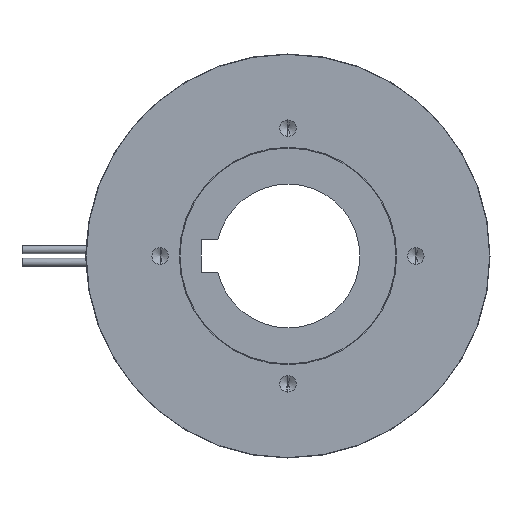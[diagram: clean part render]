
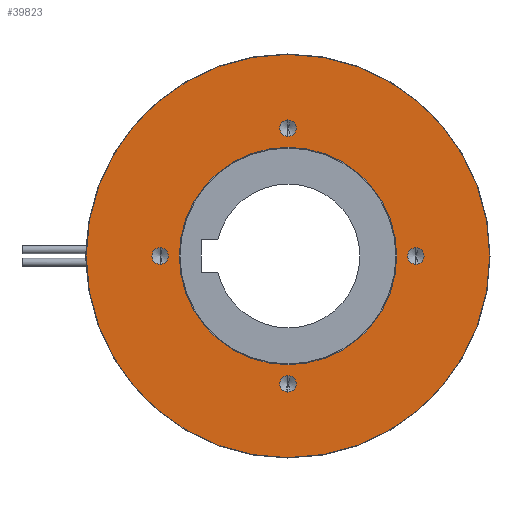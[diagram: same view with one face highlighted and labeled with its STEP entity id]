
A CAD part, left-side view. The second image highlights one B-rep face of the part: STEP entity #39823.
In plain terms, the highlighted planar face has unit normal (-1, 0, 0).
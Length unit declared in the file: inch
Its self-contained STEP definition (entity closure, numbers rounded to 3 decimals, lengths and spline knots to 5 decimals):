
#1025 = DIRECTION ( 'NONE',  ( 0., 0., 1. ) ) ;
#1396 = DIRECTION ( 'NONE',  ( 0., 0., 1. ) ) ;
#1647 = CIRCLE ( 'NONE', #105238, 0.1285 ) ;
#3836 = AXIS2_PLACEMENT_3D ( 'NONE', #50252, #116776, #59772 ) ;
#4581 = EDGE_CURVE ( 'NONE', #21697, #108050, #44629, .T. ) ;
#5427 = DIRECTION ( 'NONE',  ( -1., 0., 0. ) ) ;
#8018 = AXIS2_PLACEMENT_3D ( 'NONE', #74340, #17363, #83950 ) ;
#10005 = AXIS2_PLACEMENT_3D ( 'NONE', #115280, #58298, #1396 ) ;
#10271 = CIRCLE ( 'NONE', #8018, 0.1285 ) ;
#10553 = CIRCLE ( 'NONE', #63807, 1.7 ) ;
#12990 = CARTESIAN_POINT ( 'NONE',  ( 0., -2., -0.1285 ) ) ;
#14454 = ORIENTED_EDGE ( 'NONE', *, *, #64879, .F. ) ;
#17363 = DIRECTION ( 'NONE',  ( -1., 0., 0. ) ) ;
#17478 = ORIENTED_EDGE ( 'NONE', *, *, #18808, .F. ) ;
#18062 = EDGE_CURVE ( 'NONE', #80586, #107154, #62812, .T. ) ;
#18216 = CARTESIAN_POINT ( 'NONE',  ( 0., 3.15475, 0. ) ) ;
#18808 = EDGE_CURVE ( 'NONE', #77927, #70847, #53146, .T. ) ;
#20803 = DIRECTION ( 'NONE',  ( 0., 0., 1. ) ) ;
#21697 = VERTEX_POINT ( 'NONE', #87287 ) ;
#22559 = CIRCLE ( 'NONE', #10005, 0.1285 ) ;
#24094 = AXIS2_PLACEMENT_3D ( 'NONE', #27249, #93771, #36754 ) ;
#25188 = CIRCLE ( 'NONE', #3836, 0.1285 ) ;
#27249 = CARTESIAN_POINT ( 'NONE',  ( 0., 0., -2. ) ) ;
#27842 = DIRECTION ( 'NONE',  ( 0., 0., -1. ) ) ;
#28044 = EDGE_LOOP ( 'NONE', ( #62750, #17478 ) ) ;
#28089 = AXIS2_PLACEMENT_3D ( 'NONE', #114913, #57909, #1025 ) ;
#28935 = DIRECTION ( 'NONE',  ( 0., 0., 1. ) ) ;
#28940 = CARTESIAN_POINT ( 'NONE',  ( 0., 0., 1.8715 ) ) ;
#30835 = DIRECTION ( 'NONE',  ( -1., 0., 0. ) ) ;
#31804 = CARTESIAN_POINT ( 'NONE',  ( 0., 0., 0. ) ) ;
#32462 = EDGE_LOOP ( 'NONE', ( #121174, #97573 ) ) ;
#32929 = FACE_OUTER_BOUND ( 'NONE', #32462, .T. ) ;
#33848 = CARTESIAN_POINT ( 'NONE',  ( 0., -2., 0. ) ) ;
#35928 = FACE_BOUND ( 'NONE', #58042, .T. ) ;
#36754 = DIRECTION ( 'NONE',  ( 0., 0., 1. ) ) ;
#37945 = EDGE_CURVE ( 'NONE', #107154, #80586, #10271, .T. ) ;
#38529 = EDGE_CURVE ( 'NONE', #70847, #77927, #118500, .T. ) ;
#38655 = EDGE_CURVE ( 'NONE', #49955, #49213, #57377, .T. ) ;
#39823 = ADVANCED_FACE ( 'NONE', ( #35928, #108860, #111837, #83581, #58229, #32929 ), #93941, .F. ) ;
#39924 = CARTESIAN_POINT ( 'NONE',  ( 0., 2., 0. ) ) ;
#41339 = DIRECTION ( 'NONE',  ( 0., 0., 1. ) ) ;
#43408 = ORIENTED_EDGE ( 'NONE', *, *, #88776, .F. ) ;
#43412 = DIRECTION ( 'NONE',  ( 0., 0., 1. ) ) ;
#43434 = EDGE_CURVE ( 'NONE', #96251, #117667, #1647, .T. ) ;
#44629 = CIRCLE ( 'NONE', #52011, 0.1285 ) ;
#44818 = VERTEX_POINT ( 'NONE', #55500 ) ;
#45684 = ORIENTED_EDGE ( 'NONE', *, *, #37945, .F. ) ;
#49213 = VERTEX_POINT ( 'NONE', #74651 ) ;
#49955 = VERTEX_POINT ( 'NONE', #86573 ) ;
#50252 = CARTESIAN_POINT ( 'NONE',  ( 0., 0., 2. ) ) ;
#51236 = ORIENTED_EDGE ( 'NONE', *, *, #92809, .F. ) ;
#52011 = AXIS2_PLACEMENT_3D ( 'NONE', #75242, #122365, #28935 ) ;
#53146 = CIRCLE ( 'NONE', #89268, 0.1285 ) ;
#53342 = CARTESIAN_POINT ( 'NONE',  ( 0., 0., 0. ) ) ;
#55500 = CARTESIAN_POINT ( 'NONE',  ( 0., 0., -1.7 ) ) ;
#57377 = CIRCLE ( 'NONE', #28089, 3.15475 ) ;
#57909 = DIRECTION ( 'NONE',  ( -1., 0., 0. ) ) ;
#58042 = EDGE_LOOP ( 'NONE', ( #111692, #43408 ) ) ;
#58229 = FACE_BOUND ( 'NONE', #117986, .T. ) ;
#58298 = DIRECTION ( 'NONE',  ( -1., 0., 0. ) ) ;
#59772 = DIRECTION ( 'NONE',  ( 0., 0., 1. ) ) ;
#60698 = ORIENTED_EDGE ( 'NONE', *, *, #18062, .F. ) ;
#62380 = CARTESIAN_POINT ( 'NONE',  ( 0., 0., 0. ) ) ;
#62750 = ORIENTED_EDGE ( 'NONE', *, *, #38529, .F. ) ;
#62812 = CIRCLE ( 'NONE', #69123, 0.1285 ) ;
#62869 = DIRECTION ( 'NONE',  ( 0., 0., 1. ) ) ;
#63807 = AXIS2_PLACEMENT_3D ( 'NONE', #62380, #5427, #71947 ) ;
#64879 = EDGE_CURVE ( 'NONE', #44818, #88278, #10553, .T. ) ;
#65148 = CARTESIAN_POINT ( 'NONE',  ( 0., 0., 1.7 ) ) ;
#68633 = CARTESIAN_POINT ( 'NONE',  ( 0., 0., -2.1285 ) ) ;
#68775 = AXIS2_PLACEMENT_3D ( 'NONE', #18216, #84802, #27842 ) ;
#69123 = AXIS2_PLACEMENT_3D ( 'NONE', #39924, #87362, #20803 ) ;
#70847 = VERTEX_POINT ( 'NONE', #80916 ) ;
#71461 = EDGE_CURVE ( 'NONE', #88278, #44818, #107061, .T. ) ;
#71947 = DIRECTION ( 'NONE',  ( 0., 0., 1. ) ) ;
#73406 = CARTESIAN_POINT ( 'NONE',  ( 0., 2., -0.1285 ) ) ;
#74340 = CARTESIAN_POINT ( 'NONE',  ( 0., 2., 0. ) ) ;
#74651 = CARTESIAN_POINT ( 'NONE',  ( 0., 0., -3.15475 ) ) ;
#75242 = CARTESIAN_POINT ( 'NONE',  ( 0., 0., 2. ) ) ;
#77927 = VERTEX_POINT ( 'NONE', #68633 ) ;
#80423 = ORIENTED_EDGE ( 'NONE', *, *, #43434, .F. ) ;
#80586 = VERTEX_POINT ( 'NONE', #73406 ) ;
#80916 = CARTESIAN_POINT ( 'NONE',  ( 0., 0., -1.8715 ) ) ;
#81560 = AXIS2_PLACEMENT_3D ( 'NONE', #31804, #98374, #41339 ) ;
#82416 = AXIS2_PLACEMENT_3D ( 'NONE', #53342, #119895, #62869 ) ;
#83581 = FACE_BOUND ( 'NONE', #116168, .T. ) ;
#83950 = DIRECTION ( 'NONE',  ( 0., 0., 1. ) ) ;
#84802 = DIRECTION ( 'NONE',  ( 1., 0., 0. ) ) ;
#86573 = CARTESIAN_POINT ( 'NONE',  ( 0., 0., 3.15475 ) ) ;
#87287 = CARTESIAN_POINT ( 'NONE',  ( 0., 0., 2.1285 ) ) ;
#87362 = DIRECTION ( 'NONE',  ( -1., 0., 0. ) ) ;
#87835 = CARTESIAN_POINT ( 'NONE',  ( 0., 0., -2. ) ) ;
#88278 = VERTEX_POINT ( 'NONE', #65148 ) ;
#88776 = EDGE_CURVE ( 'NONE', #108050, #21697, #25188, .T. ) ;
#89268 = AXIS2_PLACEMENT_3D ( 'NONE', #87835, #30835, #97395 ) ;
#92581 = ORIENTED_EDGE ( 'NONE', *, *, #71461, .F. ) ;
#92809 = EDGE_CURVE ( 'NONE', #117667, #96251, #22559, .T. ) ;
#93771 = DIRECTION ( 'NONE',  ( -1., 0., 0. ) ) ;
#93941 = PLANE ( 'NONE',  #68775 ) ;
#96251 = VERTEX_POINT ( 'NONE', #12990 ) ;
#97023 = CARTESIAN_POINT ( 'NONE',  ( 0., -2., 0.1285 ) ) ;
#97395 = DIRECTION ( 'NONE',  ( 0., 0., 1. ) ) ;
#97573 = ORIENTED_EDGE ( 'NONE', *, *, #101036, .T. ) ;
#98374 = DIRECTION ( 'NONE',  ( -1., 0., 0. ) ) ;
#100430 = DIRECTION ( 'NONE',  ( -1., 0., 0. ) ) ;
#101036 = EDGE_CURVE ( 'NONE', #49213, #49955, #112470, .T. ) ;
#105047 = EDGE_LOOP ( 'NONE', ( #51236, #80423 ) ) ;
#105238 = AXIS2_PLACEMENT_3D ( 'NONE', #33848, #100430, #43412 ) ;
#107061 = CIRCLE ( 'NONE', #82416, 1.7 ) ;
#107154 = VERTEX_POINT ( 'NONE', #108579 ) ;
#108050 = VERTEX_POINT ( 'NONE', #28940 ) ;
#108579 = CARTESIAN_POINT ( 'NONE',  ( 0., 2., 0.1285 ) ) ;
#108860 = FACE_BOUND ( 'NONE', #105047, .T. ) ;
#111692 = ORIENTED_EDGE ( 'NONE', *, *, #4581, .F. ) ;
#111837 = FACE_BOUND ( 'NONE', #28044, .T. ) ;
#112470 = CIRCLE ( 'NONE', #81560, 3.15475 ) ;
#114913 = CARTESIAN_POINT ( 'NONE',  ( 0., 0., 0. ) ) ;
#115280 = CARTESIAN_POINT ( 'NONE',  ( 0., -2., 0. ) ) ;
#116168 = EDGE_LOOP ( 'NONE', ( #45684, #60698 ) ) ;
#116776 = DIRECTION ( 'NONE',  ( -1., 0., 0. ) ) ;
#117667 = VERTEX_POINT ( 'NONE', #97023 ) ;
#117986 = EDGE_LOOP ( 'NONE', ( #92581, #14454 ) ) ;
#118500 = CIRCLE ( 'NONE', #24094, 0.1285 ) ;
#119895 = DIRECTION ( 'NONE',  ( -1., 0., 0. ) ) ;
#121174 = ORIENTED_EDGE ( 'NONE', *, *, #38655, .T. ) ;
#122365 = DIRECTION ( 'NONE',  ( -1., 0., 0. ) ) ;
